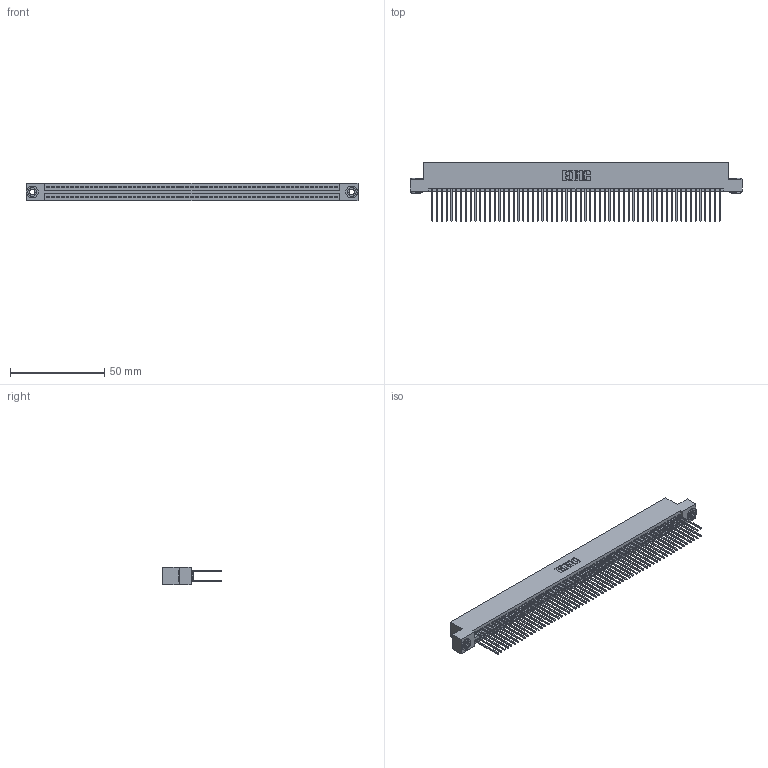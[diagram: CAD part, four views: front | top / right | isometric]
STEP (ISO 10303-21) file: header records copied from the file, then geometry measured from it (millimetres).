
FILE_DESCRIPTION (( 'STEP AP203' ), '1' );
FILE_NAME ('345-122-542-203.STEP', '2019-11-06T14:14:26', ( '' ), ( '' ), 'SwSTEP 2.0', 'SolidWorks 2016', '' );
FILE_SCHEMA (( 'CONFIG_CONTROL_DESIGN' ));
Length unit declared in the file: inch
Products named in the file (4): 345-122-542-203; 345-250-002_345-250-002-102; 345 Part_Flush Mounting Lugs - 0.156 Dia-TH; 345-292-001_345-293-142
Assembly tree (125 placements, depth 2):
  345-122-542-203
    345 Part_Flush Mounting Lugs - 0.156 Dia-TH
    345-292-001_345-293-142  x122
    345-250-002_345-250-002-102  x2
Bounding box: 176.15 x 31.29 x 9.4 mm (x, y, z)
Volume: 17875.8 mm3; surface area: 29654 mm2
Topology: 125 solids, 125 shells, 6264 faces, 18595 edges, 12230 vertices
Faces by surface type: plane 4116, cylinder 2140, cone 8
Entity records: 45972 total; most frequent: CARTESIAN_POINT 7663, ORIENTED_EDGE 7590, DIRECTION 6765, EDGE_CURVE 3795, VECTOR 3395, LINE 3395, VERTEX_POINT 2526, AXIS2_PLACEMENT_3D 1685
